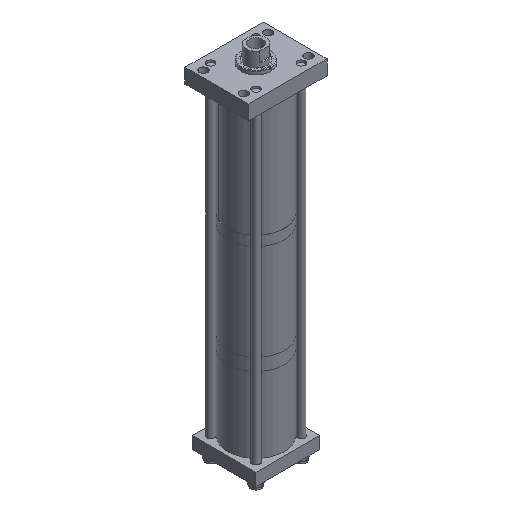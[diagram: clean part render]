
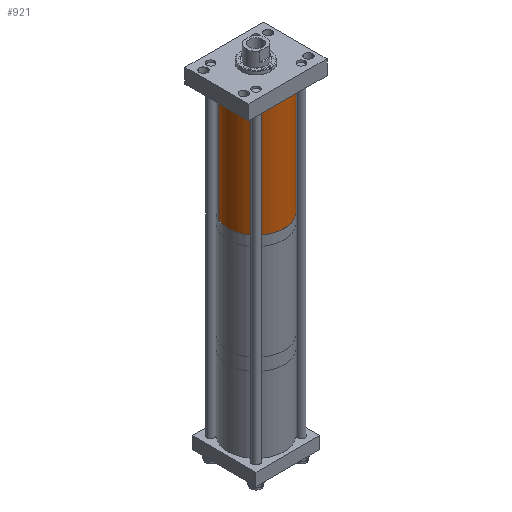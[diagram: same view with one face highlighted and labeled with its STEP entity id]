
A CAD part, isometric view. The second image highlights one B-rep face of the part: STEP entity #921.
In plain terms, the highlighted cylindrical face has radius 73.025 mm (diameter 146.05 mm), a partial arc.
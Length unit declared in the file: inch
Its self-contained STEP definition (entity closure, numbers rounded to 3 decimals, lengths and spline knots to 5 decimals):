
#137 = VERTEX_POINT ( 'NONE', #9200 ) ;
#490 = EDGE_CURVE ( 'NONE', #9539, #3618, #6095, .T. ) ;
#642 = VECTOR ( 'NONE', #7104, 39.37008 ) ;
#921 = ADVANCED_FACE ( 'NONE', ( #9486 ), #1113, .T. ) ;
#1113 = CYLINDRICAL_SURFACE ( 'NONE', #3045, 2.875 ) ;
#1405 = VECTOR ( 'NONE', #2159, 39.37008 ) ;
#2159 = DIRECTION ( 'NONE',  ( 0., 0., -1. ) ) ;
#2259 = CARTESIAN_POINT ( 'NONE',  ( 0., 0., 0. ) ) ;
#2265 = ORIENTED_EDGE ( 'NONE', *, *, #9240, .F. ) ;
#2542 = EDGE_LOOP ( 'NONE', ( #3458, #2265, #9960, #8186 ) ) ;
#3045 = AXIS2_PLACEMENT_3D ( 'NONE', #4545, #7085, #8995 ) ;
#3127 = DIRECTION ( 'NONE',  ( 1., 0., 0. ) ) ;
#3458 = ORIENTED_EDGE ( 'NONE', *, *, #9669, .F. ) ;
#3618 = VERTEX_POINT ( 'NONE', #9818 ) ;
#3626 = CARTESIAN_POINT ( 'NONE',  ( 2.875, 0., 11.689 ) ) ;
#3800 = LINE ( 'NONE', #10553, #642 ) ;
#4545 = CARTESIAN_POINT ( 'NONE',  ( 0., 0., 11.689 ) ) ;
#5751 = DIRECTION ( 'NONE',  ( 1., 0., 0. ) ) ;
#6095 = LINE ( 'NONE', #10701, #1405 ) ;
#6381 = VERTEX_POINT ( 'NONE', #3626 ) ;
#6469 = DIRECTION ( 'NONE',  ( 0., 0., 1. ) ) ;
#6611 = CIRCLE ( 'NONE', #8931, 2.875 ) ;
#7085 = DIRECTION ( 'NONE',  ( 0., 0., -1. ) ) ;
#7104 = DIRECTION ( 'NONE',  ( 0., 0., -1. ) ) ;
#7799 = EDGE_CURVE ( 'NONE', #3618, #137, #6611, .T. ) ;
#8186 = ORIENTED_EDGE ( 'NONE', *, *, #7799, .T. ) ;
#8201 = CARTESIAN_POINT ( 'NONE',  ( 0., 0., 11.689 ) ) ;
#8931 = AXIS2_PLACEMENT_3D ( 'NONE', #2259, #9241, #5751 ) ;
#8995 = DIRECTION ( 'NONE',  ( -1., 0., 0. ) ) ;
#9200 = CARTESIAN_POINT ( 'NONE',  ( 2.875, 0., 0. ) ) ;
#9240 = EDGE_CURVE ( 'NONE', #9539, #6381, #9454, .T. ) ;
#9241 = DIRECTION ( 'NONE',  ( 0., 0., 1. ) ) ;
#9341 = AXIS2_PLACEMENT_3D ( 'NONE', #8201, #6469, #3127 ) ;
#9454 = CIRCLE ( 'NONE', #9341, 2.875 ) ;
#9486 = FACE_OUTER_BOUND ( 'NONE', #2542, .T. ) ;
#9539 = VERTEX_POINT ( 'NONE', #11180 ) ;
#9669 = EDGE_CURVE ( 'NONE', #6381, #137, #3800, .T. ) ;
#9818 = CARTESIAN_POINT ( 'NONE',  ( -2.875, 0., 0. ) ) ;
#9960 = ORIENTED_EDGE ( 'NONE', *, *, #490, .T. ) ;
#10553 = CARTESIAN_POINT ( 'NONE',  ( 2.875, 0., 11.689 ) ) ;
#10701 = CARTESIAN_POINT ( 'NONE',  ( -2.875, 0., 11.689 ) ) ;
#11180 = CARTESIAN_POINT ( 'NONE',  ( -2.875, 0., 11.689 ) ) ;
